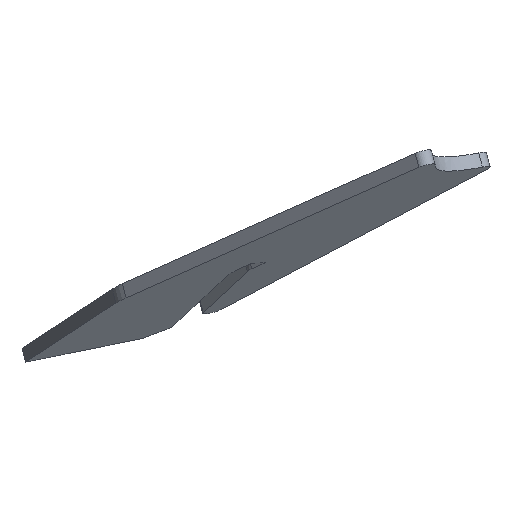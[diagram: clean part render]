
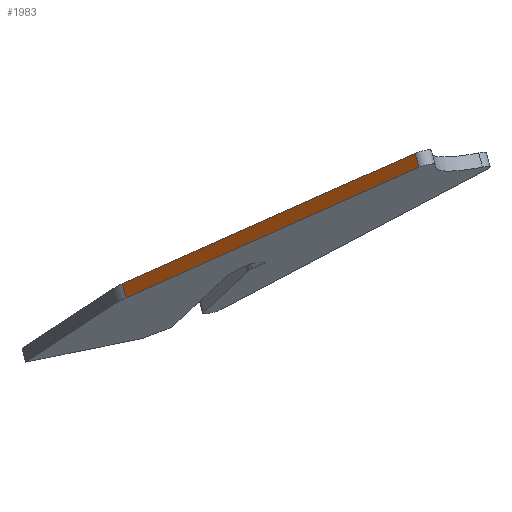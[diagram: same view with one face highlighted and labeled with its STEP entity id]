
A CAD part, top view. The second image highlights one B-rep face of the part: STEP entity #1983.
In plain terms, the highlighted planar face has unit normal (-0.659, -0.026, 0.751).
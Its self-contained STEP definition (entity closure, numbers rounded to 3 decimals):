
#24 = VERTEX_POINT('',#25);
#25 = CARTESIAN_POINT('',(-25.225,-7.712,2.908
    ));
#33 = PLANE('',#34);
#34 = AXIS2_PLACEMENT_3D('',#35,#36,#37);
#35 = CARTESIAN_POINT('',(-55.177,-23.359,
    -35.62));
#36 = DIRECTION('',(-0.252,0.949,-0.189));
#37 = DIRECTION('',(0.239,0.251,0.938));
#45 = CYLINDRICAL_SURFACE('',#46,10.);
#46 = AXIS2_PLACEMENT_3D('',#47,#48,#49);
#47 = CARTESIAN_POINT('',(-19.462,-4.335,
    -5.228));
#48 = DIRECTION('',(0.252,-0.949,0.189));
#49 = DIRECTION('',(-0.659,-0.026,0.751));
#79 = EDGE_CURVE('',#24,#80,#82,.T.);
#80 = VERTEX_POINT('',#81);
#81 = CARTESIAN_POINT('',(33.614,18.408,55.424)
  );
#82 = SURFACE_CURVE('',#83,(#87,#94),.PCURVE_S1.);
#83 = LINE('',#84,#85);
#84 = CARTESIAN_POINT('',(-25.225,-7.712,2.908
    ));
#85 = VECTOR('',#86,1.);
#86 = DIRECTION('',(0.708,0.314,0.632));
#87 = PCURVE('',#33,#88);
#88 = DEFINITIONAL_REPRESENTATION('',(#89),#93);
#89 = LINE('',#90,#91);
#90 = CARTESIAN_POINT('',(47.224,19.906));
#91 = VECTOR('',#92,1.);
#92 = DIRECTION('',(0.841,0.541));
#93 = ( GEOMETRIC_REPRESENTATION_CONTEXT(2) 
PARAMETRIC_REPRESENTATION_CONTEXT() REPRESENTATION_CONTEXT('2D SPACE',''
  ) );
#94 = PCURVE('',#95,#100);
#95 = PLANE('',#96);
#96 = AXIS2_PLACEMENT_3D('',#97,#98,#99);
#97 = CARTESIAN_POINT('',(-26.474,-8.266,1.794)
  );
#98 = DIRECTION('',(-0.659,-0.026,0.751));
#99 = DIRECTION('',(0.708,0.314,0.632));
#100 = DEFINITIONAL_REPRESENTATION('',(#101),#105);
#101 = LINE('',#102,#103);
#102 = CARTESIAN_POINT('',(1.763,0.));
#103 = VECTOR('',#104,1.);
#104 = DIRECTION('',(1.,0.));
#105 = ( GEOMETRIC_REPRESENTATION_CONTEXT(2) 
PARAMETRIC_REPRESENTATION_CONTEXT() REPRESENTATION_CONTEXT('2D SPACE',''
  ) );
#124 = CYLINDRICAL_SURFACE('',#125,2.);
#125 = AXIS2_PLACEMENT_3D('',#126,#127,#128);
#126 = CARTESIAN_POINT('',(34.102,21.58,
    53.299));
#127 = DIRECTION('',(0.252,-0.949,0.189));
#128 = DIRECTION('',(0.965,0.232,-0.124));
#682 = EDGE_CURVE('',#683,#24,#685,.T.);
#683 = VERTEX_POINT('',#684);
#684 = CARTESIAN_POINT('',(-25.983,-4.865,
    2.341));
#685 = SURFACE_CURVE('',#686,(#690,#719),.PCURVE_S1.);
#686 = LINE('',#687,#688);
#687 = CARTESIAN_POINT('',(-25.983,-4.865,
    2.341));
#688 = VECTOR('',#689,1.);
#689 = DIRECTION('',(0.252,-0.949,0.189));
#690 = PCURVE('',#45,#691);
#691 = DEFINITIONAL_REPRESENTATION('',(#692),#718);
#692 = B_SPLINE_CURVE_WITH_KNOTS('',3,(#693,#694,#695,#696,#697,#698,
    #699,#700,#701,#702,#703,#704,#705,#706,#707,#708,#709,#710,#711,
    #712,#713,#714,#715,#716,#717),.UNSPECIFIED.,.F.,.F.,(4,1,1,1,1,1,1,
    1,1,1,1,1,1,1,1,1,1,1,1,1,1,1,4),(0.,0.136,
    0.273,0.409,0.545,0.682,
    0.818,0.955,1.091,1.227,
    1.364,1.5,1.636,1.773,
    1.909,2.045,2.182,2.318,
    2.455,2.591,2.727,2.864,
    3.),.UNSPECIFIED.);
#693 = CARTESIAN_POINT('',(0.,0.289));
#694 = CARTESIAN_POINT('',(0.,0.334));
#695 = CARTESIAN_POINT('',(0.,0.425));
#696 = CARTESIAN_POINT('',(0.,0.562));
#697 = CARTESIAN_POINT('',(0.,0.698));
#698 = CARTESIAN_POINT('',(0.,0.834));
#699 = CARTESIAN_POINT('',(0.,0.971));
#700 = CARTESIAN_POINT('',(0.,1.107));
#701 = CARTESIAN_POINT('',(0.,1.243));
#702 = CARTESIAN_POINT('',(0.,1.38));
#703 = CARTESIAN_POINT('',(0.,1.516));
#704 = CARTESIAN_POINT('',(0.,1.653));
#705 = CARTESIAN_POINT('',(0.,1.789));
#706 = CARTESIAN_POINT('',(0.,1.925));
#707 = CARTESIAN_POINT('',(0.,2.062));
#708 = CARTESIAN_POINT('',(0.,2.198));
#709 = CARTESIAN_POINT('',(0.,2.334));
#710 = CARTESIAN_POINT('',(0.,2.471));
#711 = CARTESIAN_POINT('',(0.,2.607));
#712 = CARTESIAN_POINT('',(0.,2.743));
#713 = CARTESIAN_POINT('',(0.,2.88));
#714 = CARTESIAN_POINT('',(0.,3.016));
#715 = CARTESIAN_POINT('',(0.,3.153));
#716 = CARTESIAN_POINT('',(0.,3.243));
#717 = CARTESIAN_POINT('',(0.,3.289));
#718 = ( GEOMETRIC_REPRESENTATION_CONTEXT(2) 
PARAMETRIC_REPRESENTATION_CONTEXT() REPRESENTATION_CONTEXT('2D SPACE',''
  ) );
#719 = PCURVE('',#95,#720);
#720 = DEFINITIONAL_REPRESENTATION('',(#721),#725);
#721 = LINE('',#722,#723);
#722 = CARTESIAN_POINT('',(1.763,3.));
#723 = VECTOR('',#724,1.);
#724 = DIRECTION('',(0.,-1.));
#725 = ( GEOMETRIC_REPRESENTATION_CONTEXT(2) 
PARAMETRIC_REPRESENTATION_CONTEXT() REPRESENTATION_CONTEXT('2D SPACE',''
  ) );
#766 = PLANE('',#767);
#767 = AXIS2_PLACEMENT_3D('',#768,#769,#770);
#768 = CARTESIAN_POINT('',(-55.934,-20.512,
    -36.187));
#769 = DIRECTION('',(-0.252,0.949,-0.189));
#770 = DIRECTION('',(0.239,0.251,0.938));
#1891 = VERTEX_POINT('',#1892);
#1892 = CARTESIAN_POINT('',(32.856,21.255,
    54.857));
#1940 = EDGE_CURVE('',#80,#1891,#1941,.T.);
#1941 = SURFACE_CURVE('',#1942,(#1946,#1975),.PCURVE_S1.);
#1942 = LINE('',#1943,#1944);
#1943 = CARTESIAN_POINT('',(33.614,18.408,
    55.424));
#1944 = VECTOR('',#1945,1.);
#1945 = DIRECTION('',(-0.252,0.949,-0.189));
#1946 = PCURVE('',#124,#1947);
#1947 = DEFINITIONAL_REPRESENTATION('',(#1948),#1974);
#1948 = B_SPLINE_CURVE_WITH_KNOTS('',3,(#1949,#1950,#1951,#1952,#1953,
    #1954,#1955,#1956,#1957,#1958,#1959,#1960,#1961,#1962,#1963,#1964,
    #1965,#1966,#1967,#1968,#1969,#1970,#1971,#1972,#1973),
  .UNSPECIFIED.,.F.,.F.,(4,1,1,1,1,1,1,1,1,1,1,1,1,1,1,1,1,1,1,1,1,1,4),
  (0.,0.136,0.273,0.409,0.545,
    0.682,0.818,0.955,1.091,
    1.227,1.364,1.5,1.636,
    1.773,1.909,2.045,2.182,
    2.318,2.455,2.591,2.727,
    2.864,3.),.QUASI_UNIFORM_KNOTS.);
#1949 = CARTESIAN_POINT('',(2.397,3.289));
#1950 = CARTESIAN_POINT('',(2.397,3.243));
#1951 = CARTESIAN_POINT('',(2.397,3.153));
#1952 = CARTESIAN_POINT('',(2.397,3.016));
#1953 = CARTESIAN_POINT('',(2.397,2.88));
#1954 = CARTESIAN_POINT('',(2.397,2.743));
#1955 = CARTESIAN_POINT('',(2.397,2.607));
#1956 = CARTESIAN_POINT('',(2.397,2.471));
#1957 = CARTESIAN_POINT('',(2.397,2.334));
#1958 = CARTESIAN_POINT('',(2.397,2.198));
#1959 = CARTESIAN_POINT('',(2.397,2.062));
#1960 = CARTESIAN_POINT('',(2.397,1.925));
#1961 = CARTESIAN_POINT('',(2.397,1.789));
#1962 = CARTESIAN_POINT('',(2.397,1.653));
#1963 = CARTESIAN_POINT('',(2.397,1.516));
#1964 = CARTESIAN_POINT('',(2.397,1.38));
#1965 = CARTESIAN_POINT('',(2.397,1.243));
#1966 = CARTESIAN_POINT('',(2.397,1.107));
#1967 = CARTESIAN_POINT('',(2.397,0.971));
#1968 = CARTESIAN_POINT('',(2.397,0.834));
#1969 = CARTESIAN_POINT('',(2.397,0.698));
#1970 = CARTESIAN_POINT('',(2.397,0.562));
#1971 = CARTESIAN_POINT('',(2.397,0.425));
#1972 = CARTESIAN_POINT('',(2.397,0.334));
#1973 = CARTESIAN_POINT('',(2.397,0.289));
#1974 = ( GEOMETRIC_REPRESENTATION_CONTEXT(2) 
PARAMETRIC_REPRESENTATION_CONTEXT() REPRESENTATION_CONTEXT('2D SPACE',''
  ) );
#1975 = PCURVE('',#95,#1976);
#1976 = DEFINITIONAL_REPRESENTATION('',(#1977),#1981);
#1977 = LINE('',#1978,#1979);
#1978 = CARTESIAN_POINT('',(84.843,0.));
#1979 = VECTOR('',#1980,1.);
#1980 = DIRECTION('',(0.,1.));
#1981 = ( GEOMETRIC_REPRESENTATION_CONTEXT(2) 
PARAMETRIC_REPRESENTATION_CONTEXT() REPRESENTATION_CONTEXT('2D SPACE',''
  ) );
#1983 = ADVANCED_FACE('',(#1984),#95,.T.);
#1984 = FACE_BOUND('',#1985,.F.);
#1985 = EDGE_LOOP('',(#1986,#1987,#2008,#2009));
#1986 = ORIENTED_EDGE('',*,*,#682,.F.);
#1987 = ORIENTED_EDGE('',*,*,#1988,.F.);
#1988 = EDGE_CURVE('',#1891,#683,#1989,.T.);
#1989 = SURFACE_CURVE('',#1990,(#1994,#2001),.PCURVE_S1.);
#1990 = LINE('',#1991,#1992);
#1991 = CARTESIAN_POINT('',(32.856,21.255,
    54.857));
#1992 = VECTOR('',#1993,1.);
#1993 = DIRECTION('',(-0.708,-0.314,-0.632));
#1994 = PCURVE('',#95,#1995);
#1995 = DEFINITIONAL_REPRESENTATION('',(#1996),#2000);
#1996 = LINE('',#1997,#1998);
#1997 = CARTESIAN_POINT('',(84.843,3.));
#1998 = VECTOR('',#1999,1.);
#1999 = DIRECTION('',(-1.,0.));
#2000 = ( GEOMETRIC_REPRESENTATION_CONTEXT(2) 
PARAMETRIC_REPRESENTATION_CONTEXT() REPRESENTATION_CONTEXT('2D SPACE',''
  ) );
#2001 = PCURVE('',#766,#2002);
#2002 = DEFINITIONAL_REPRESENTATION('',(#2003),#2007);
#2003 = LINE('',#2004,#2005);
#2004 = CARTESIAN_POINT('',(117.1,64.846));
#2005 = VECTOR('',#2006,1.);
#2006 = DIRECTION('',(-0.841,-0.541));
#2007 = ( GEOMETRIC_REPRESENTATION_CONTEXT(2) 
PARAMETRIC_REPRESENTATION_CONTEXT() REPRESENTATION_CONTEXT('2D SPACE',''
  ) );
#2008 = ORIENTED_EDGE('',*,*,#1940,.F.);
#2009 = ORIENTED_EDGE('',*,*,#79,.F.);
